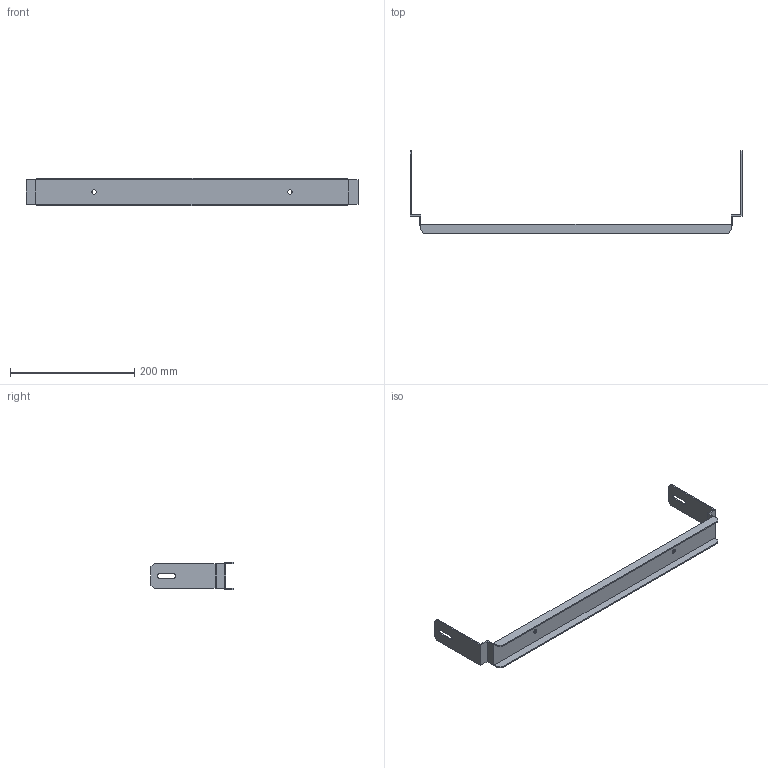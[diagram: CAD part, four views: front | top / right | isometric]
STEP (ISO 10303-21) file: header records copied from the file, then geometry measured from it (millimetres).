
FILE_DESCRIPTION (( 'STEP AP203' ), '1' );
FILE_NAME ('CLP1-SPN-500-M-HDZ_Ñêîáà ïîäâåñà íèæíÿÿ 500 ìì. IEK HDZ.STEP', '2016-03-21T13:46:07', ( '' ), ( '' ), 'SwSTEP 2.0', 'SolidWorks 2014', '' );
FILE_SCHEMA (( 'CONFIG_CONTROL_DESIGN' ));
Length unit declared in the file: millimetre
Products named in the file (1): CLP1-SPN-500-M-HDZ_Ñêîáà ïîäâåñà íèæíÿÿ 500 ìì. IEK HDZ
Bounding box: 534 x 132 x 44 mm (x, y, z)
Volume: 88448.1 mm3; surface area: 92113.2 mm2
Topology: 1 solids, 1 shells, 72 faces, 179 edges, 109 vertices
Faces by surface type: plane 66, cylinder 6
Full cylindrical faces by diameter (mm): 7 x2
Entity records: 2141 total; most frequent: CARTESIAN_POINT 357, ORIENTED_EDGE 352, DIRECTION 334, EDGE_CURVE 176, VECTOR 164, LINE 164, VERTEX_POINT 108, AXIS2_PLACEMENT_3D 85
